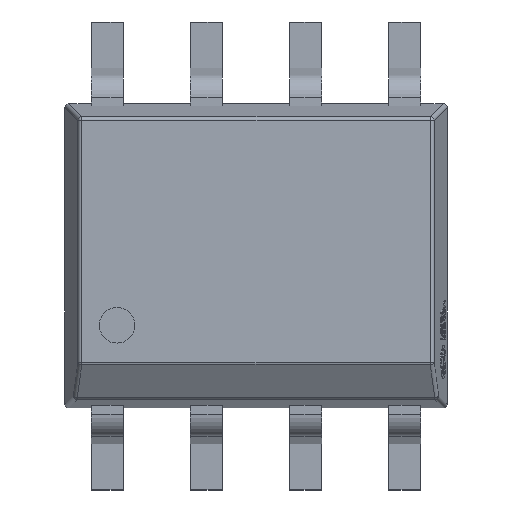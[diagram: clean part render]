
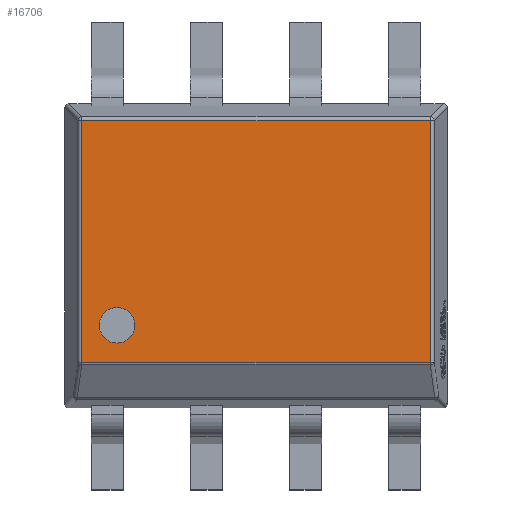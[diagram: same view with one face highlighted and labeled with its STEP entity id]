
A CAD part, top view. The second image highlights one B-rep face of the part: STEP entity #16706.
In plain terms, the highlighted planar face has unit normal (0, 0, 1).
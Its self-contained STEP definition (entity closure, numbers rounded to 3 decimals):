
#92 = DIRECTION ( 'NONE',  ( 1., 0., 0. ) ) ;
#2067 = ORIENTED_EDGE ( 'NONE', *, *, #7056, .T. ) ;
#2071 = AXIS2_PLACEMENT_3D ( 'NONE', #10809, #6972, #15986 ) ;
#2193 = FACE_BOUND ( 'NONE', #17023, .T. ) ;
#2342 = CARTESIAN_POINT ( 'NONE',  ( -2.234, -1.385, 0.825 ) ) ;
#2530 = CARTESIAN_POINT ( 'NONE',  ( 0., 0., 0.825 ) ) ;
#2616 = DIRECTION ( 'NONE',  ( 0., 0., 1. ) ) ;
#2719 = VECTOR ( 'NONE', #9233, 1000. ) ;
#3326 = FACE_OUTER_BOUND ( 'NONE', #14787, .T. ) ;
#3828 = EDGE_CURVE ( 'NONE', #4339, #11869, #14167, .T. ) ;
#4238 = AXIS2_PLACEMENT_3D ( 'NONE', #2530, #2616, #92 ) ;
#4339 = VERTEX_POINT ( 'NONE', #8635 ) ;
#4512 = ORIENTED_EDGE ( 'NONE', *, *, #8120, .T. ) ;
#5108 = ORIENTED_EDGE ( 'NONE', *, *, #13528, .F. ) ;
#5466 = EDGE_CURVE ( 'NONE', #12400, #10061, #12634, .T. ) ;
#5605 = AXIS2_PLACEMENT_3D ( 'NONE', #15837, #15920, #13388 ) ;
#5763 = CARTESIAN_POINT ( 'NONE',  ( -2.275, 1.734, 0.825 ) ) ;
#6277 = PLANE ( 'NONE',  #4238 ) ;
#6508 = DIRECTION ( 'NONE',  ( 0., 1., 0. ) ) ;
#6972 = DIRECTION ( 'NONE',  ( 0., 0., 1. ) ) ;
#7056 = EDGE_CURVE ( 'NONE', #10061, #4339, #9075, .T. ) ;
#7070 = LINE ( 'NONE', #5763, #10359 ) ;
#7435 = CARTESIAN_POINT ( 'NONE',  ( 0., -1.37, 0.825 ) ) ;
#8120 = EDGE_CURVE ( 'NONE', #11869, #12400, #7070, .T. ) ;
#8635 = CARTESIAN_POINT ( 'NONE',  ( 2.234, -1.37, 0.825 ) ) ;
#9075 = LINE ( 'NONE', #7435, #2719 ) ;
#9233 = DIRECTION ( 'NONE',  ( 1., 0., 0. ) ) ;
#9776 = CARTESIAN_POINT ( 'NONE',  ( -2.009, -0.892, 0.825 ) ) ;
#10049 = EDGE_CURVE ( 'NONE', #13659, #12629, #13483, .T. ) ;
#10061 = VERTEX_POINT ( 'NONE', #12295 ) ;
#10101 = DIRECTION ( 'NONE',  ( 0., -1., 0. ) ) ;
#10359 = VECTOR ( 'NONE', #12406, 1000. ) ;
#10429 = VECTOR ( 'NONE', #10101, 1000. ) ;
#10809 = CARTESIAN_POINT ( 'NONE',  ( -1.782, -0.892, 0.825 ) ) ;
#11282 = CARTESIAN_POINT ( 'NONE',  ( -1.555, -0.892, 0.825 ) ) ;
#11869 = VERTEX_POINT ( 'NONE', #15017 ) ;
#12077 = ORIENTED_EDGE ( 'NONE', *, *, #10049, .F. ) ;
#12274 = VECTOR ( 'NONE', #6508, 1000. ) ;
#12295 = CARTESIAN_POINT ( 'NONE',  ( -2.234, -1.37, 0.825 ) ) ;
#12400 = VERTEX_POINT ( 'NONE', #12891 ) ;
#12406 = DIRECTION ( 'NONE',  ( -1., 0., 0. ) ) ;
#12629 = VERTEX_POINT ( 'NONE', #11282 ) ;
#12634 = LINE ( 'NONE', #2342, #10429 ) ;
#12891 = CARTESIAN_POINT ( 'NONE',  ( -2.234, 1.734, 0.825 ) ) ;
#13388 = DIRECTION ( 'NONE',  ( 1., 0., 0. ) ) ;
#13483 = CIRCLE ( 'NONE', #2071, 0.227 ) ;
#13528 = EDGE_CURVE ( 'NONE', #12629, #13659, #14224, .T. ) ;
#13659 = VERTEX_POINT ( 'NONE', #9776 ) ;
#14167 = LINE ( 'NONE', #14256, #12274 ) ;
#14224 = CIRCLE ( 'NONE', #5605, 0.227 ) ;
#14256 = CARTESIAN_POINT ( 'NONE',  ( 2.234, 1.775, 0.825 ) ) ;
#14498 = ORIENTED_EDGE ( 'NONE', *, *, #5466, .T. ) ;
#14787 = EDGE_LOOP ( 'NONE', ( #14498, #2067, #16693, #4512 ) ) ;
#15017 = CARTESIAN_POINT ( 'NONE',  ( 2.234, 1.734, 0.825 ) ) ;
#15837 = CARTESIAN_POINT ( 'NONE',  ( -1.782, -0.892, 0.825 ) ) ;
#15920 = DIRECTION ( 'NONE',  ( 0., 0., 1. ) ) ;
#15986 = DIRECTION ( 'NONE',  ( 1., 0., 0. ) ) ;
#16693 = ORIENTED_EDGE ( 'NONE', *, *, #3828, .T. ) ;
#16706 = ADVANCED_FACE ( 'NONE', ( #3326, #2193 ), #6277, .T. ) ;
#17023 = EDGE_LOOP ( 'NONE', ( #5108, #12077 ) ) ;
